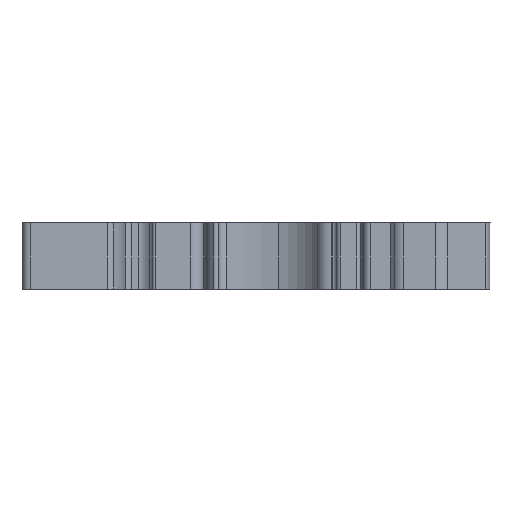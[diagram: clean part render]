
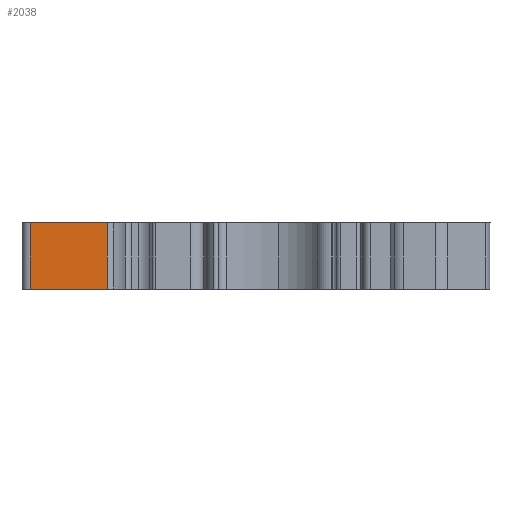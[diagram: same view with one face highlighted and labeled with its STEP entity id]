
A CAD part, front view. The second image highlights one B-rep face of the part: STEP entity #2038.
In plain terms, the highlighted planar face has unit normal (0, -1, 0).
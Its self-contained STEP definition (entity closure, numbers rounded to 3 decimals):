
#2038=ADVANCED_FACE('',(#4168),#4170,.F.);
#4168=FACE_BOUND('',#4169,.T.);
#4169=EDGE_LOOP('',(#8822,#8823,#8824,#8825));
#4170=PLANE('',#4171);
#4171=AXIS2_PLACEMENT_3D('',#4172,#4173,#4174);
#4172=CARTESIAN_POINT('',(-65.518,9.967,-8.2));
#4173=DIRECTION('',(0.,1.,0.));
#4174=DIRECTION('',(1.,0.,0.));
#8822=ORIENTED_EDGE('',*,*,#12017,.F.);
#8823=ORIENTED_EDGE('',*,*,#11594,.T.);
#8824=ORIENTED_EDGE('',*,*,#12018,.T.);
#8825=ORIENTED_EDGE('',*,*,#11363,.F.);
#11363=EDGE_CURVE('',#14490,#14492,#14493,.T.);
#11594=EDGE_CURVE('',#14954,#14952,#14955,.T.);
#12017=EDGE_CURVE('',#14954,#14490,#15602,.T.);
#12018=EDGE_CURVE('',#14952,#14492,#15603,.T.);
#14490=VERTEX_POINT('',#16717);
#14492=VERTEX_POINT('',#16722);
#14493=LINE('',#16723,#16724);
#14952=VERTEX_POINT('',#17744);
#14954=VERTEX_POINT('',#17749);
#14955=LINE('',#17750,#17751);
#15602=LINE('',#19686,#19687);
#15603=LINE('',#19689,#19690);
#16717=CARTESIAN_POINT('',(-65.518,9.967,-0.05));
#16722=CARTESIAN_POINT('',(-55.968,9.967,-0.05));
#16723=CARTESIAN_POINT('',(-65.518,9.967,-0.05));
#16724=VECTOR('',#16725,1.);
#16725=DIRECTION('',(1.,0.,0.));
#17744=CARTESIAN_POINT('',(-55.968,9.967,-8.25));
#17749=CARTESIAN_POINT('',(-65.518,9.967,-8.25));
#17750=CARTESIAN_POINT('',(-65.518,9.967,-8.25));
#17751=VECTOR('',#17752,1.);
#17752=DIRECTION('',(1.,0.,0.));
#19686=CARTESIAN_POINT('',(-65.518,9.967,-8.25));
#19687=VECTOR('',#19688,1.);
#19688=DIRECTION('',(0.,0.,1.));
#19689=CARTESIAN_POINT('',(-55.968,9.967,-8.25));
#19690=VECTOR('',#19691,1.);
#19691=DIRECTION('',(0.,0.,1.));
